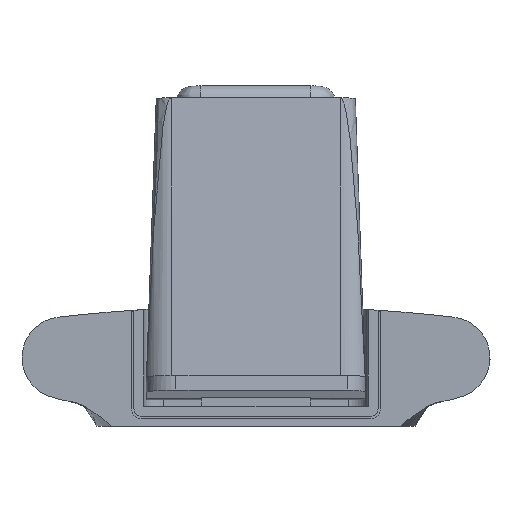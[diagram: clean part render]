
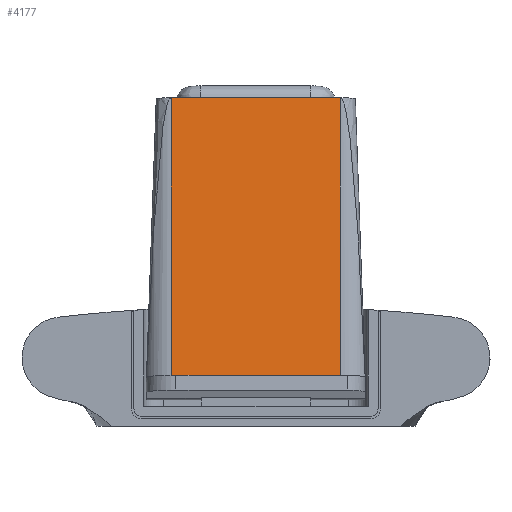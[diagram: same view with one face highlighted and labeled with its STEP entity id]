
A CAD part, front view. The second image highlights one B-rep face of the part: STEP entity #4177.
In plain terms, the highlighted face is planar.
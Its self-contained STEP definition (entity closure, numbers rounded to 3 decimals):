
#351=PLANE('',#4501);
#611=FACE_OUTER_BOUND('',#861,.T.);
#861=EDGE_LOOP('',(#3814,#3815,#3816,#3817));
#1193=LINE('',#9731,#1543);
#1214=LINE('',#9897,#1564);
#1215=LINE('',#9902,#1565);
#1216=LINE('',#9904,#1566);
#1543=VECTOR('',#5317,1000.);
#1564=VECTOR('',#5386,1000.);
#1565=VECTOR('',#5393,1000.);
#1566=VECTOR('',#5396,1000.);
#2068=VERTEX_POINT('',#9717);
#2074=VERTEX_POINT('',#9729);
#2097=VERTEX_POINT('',#9896);
#2098=VERTEX_POINT('',#9900);
#2643=EDGE_CURVE('',#2068,#2074,#1193,.T.);
#2679=EDGE_CURVE('',#2097,#2068,#1214,.T.);
#2682=EDGE_CURVE('',#2098,#2074,#1215,.T.);
#2683=EDGE_CURVE('',#2098,#2097,#1216,.T.);
#3814=ORIENTED_EDGE('',*,*,#2683,.T.);
#3815=ORIENTED_EDGE('',*,*,#2679,.T.);
#3816=ORIENTED_EDGE('',*,*,#2643,.T.);
#3817=ORIENTED_EDGE('',*,*,#2682,.F.);
#4177=ADVANCED_FACE('',(#611),#351,.F.);
#4501=AXIS2_PLACEMENT_3D('',#9903,#5394,#5395);
#5317=DIRECTION('',(1.,0.,0.));
#5386=DIRECTION('',(0.,0.,-1.));
#5393=DIRECTION('',(0.,0.,-1.));
#5394=DIRECTION('center_axis',(0.,1.,0.));
#5395=DIRECTION('ref_axis',(0.,0.,1.));
#5396=DIRECTION('',(-1.,0.,0.));
#9717=CARTESIAN_POINT('',(0.,0.,0.));
#9729=CARTESIAN_POINT('',(34.,0.,0.));
#9731=CARTESIAN_POINT('',(0.,0.,0.));
#9896=CARTESIAN_POINT('',(0.,0.,56.));
#9897=CARTESIAN_POINT('',(0.,0.,58.));
#9900=CARTESIAN_POINT('',(34.,0.,56.));
#9902=CARTESIAN_POINT('',(34.,0.,58.));
#9903=CARTESIAN_POINT('Origin',(0.,0.,58.));
#9904=CARTESIAN_POINT('',(0.,0.,56.));
